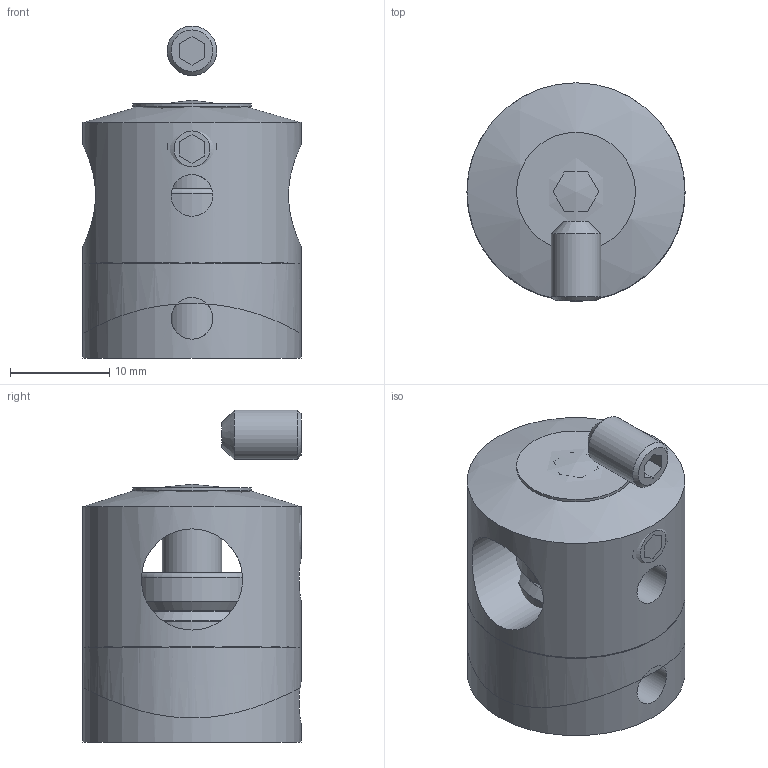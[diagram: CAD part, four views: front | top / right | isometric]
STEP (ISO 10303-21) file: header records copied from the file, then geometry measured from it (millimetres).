
FILE_DESCRIPTION (( 'STEP AP203' ), '1' );
FILE_NAME ('100020006.step', '2021-11-23T12:51:28', ( '' ), ( '' ), 'SwSTEP 2.0', 'SolidWorks 2018', '' );
FILE_SCHEMA (( 'CONFIG_CONTROL_DESIGN' ));
Length unit declared in the file: millimetre
Products named in the file (12): 10002X00X Teil2_10002400X Teil2 Keyshot; 10002X00X Teil1; 10002X00X Teil2; DIN7991 M6x25; DIN7991 M6x25_DIN7991 M6x25; DIN913 M5x8_DIN913 M5x8; 100020006; 10002X00X Teil1_50399-240A Teil1; DIN 914 M5x5; DIN 914 M5x5_DIN914 M5x5; DIN913 M5x8
Assembly tree (9 placements, depth 2):
  10002X00X Teil2
  100020006
    10002X00X Teil2_10002400X Teil2 Keyshot
    10002X00X Teil1_50399-240A Teil1
    DIN7991 M6x25_DIN7991 M6x25
    DIN 914 M5x5_DIN914 M5x5
    DIN913 M5x8_DIN913 M5x8
  100020006
    10002X00X Teil1
    DIN 914 M5x5
    DIN7991 M6x25
    DIN913 M5x8
Bounding box: 22 x 22 x 33.5 mm (x, y, z)
Volume: 8994.4 mm3; surface area: 6081 mm2
Topology: 5 solids, 5 shells, 74 faces, 169 edges, 110 vertices
Faces by surface type: plane 35, cylinder 15, cone 12, torus 10, bspline 1, sphere 1
Full cylindrical faces by diameter (mm): 4.2 x2, 5 x2, 6 x1, 6.5 x1, 10.2 x1, 12 x3, 12.1 x1, 18 x1, 22 x2
Entity records: 6106 total; most frequent: CARTESIAN_POINT 3463, DIRECTION 322, ORIENTED_EDGE 224, AXIS2_PLACEMENT_3D 131, EDGE_LOOP 122, EDGE_CURVE 112, PERSON_AND_ORGANIZATION 105, FACE_OUTER_BOUND 99
